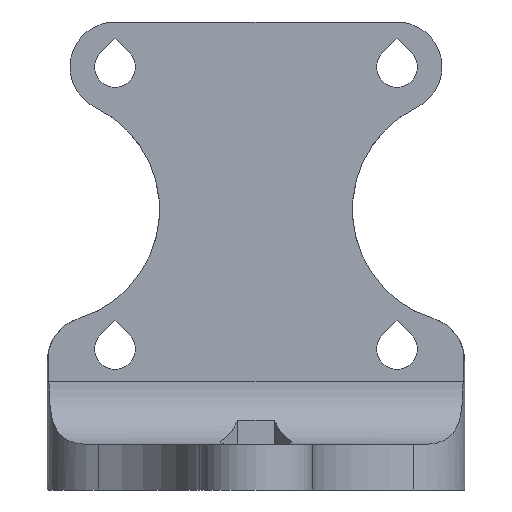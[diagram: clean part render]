
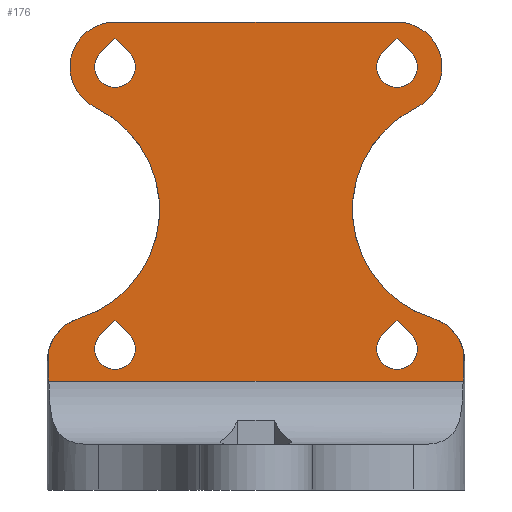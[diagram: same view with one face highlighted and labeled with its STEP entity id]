
A CAD part, front view. The second image highlights one B-rep face of the part: STEP entity #176.
In plain terms, the highlighted planar face has unit normal (0, -1, 0).
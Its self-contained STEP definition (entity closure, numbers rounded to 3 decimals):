
#176=ADVANCED_FACE('',(#309,#311,#313,#315,#317),#319,.F.);
#309=FACE_BOUND('',#310,.T.);
#310=EDGE_LOOP('',(#695,#696,#697,#698,#699,#700,#701,#702,#703,#704));
#311=FACE_BOUND('',#312,.T.);
#312=EDGE_LOOP('',(#705,#706,#707));
#313=FACE_BOUND('',#314,.T.);
#314=EDGE_LOOP('',(#708,#709,#710));
#315=FACE_BOUND('',#316,.T.);
#316=EDGE_LOOP('',(#711,#712,#713));
#317=FACE_BOUND('',#318,.T.);
#318=EDGE_LOOP('',(#714,#715,#716));
#319=PLANE('',#320);
#320=AXIS2_PLACEMENT_3D('',#321,#322,#323);
#321=CARTESIAN_POINT('',(0.,4.,0.));
#322=DIRECTION('',(0.,1.,0.));
#323=DIRECTION('',(-1.,0.,0.));
#695=ORIENTED_EDGE('',*,*,#987,.F.);
#696=ORIENTED_EDGE('',*,*,#988,.F.);
#697=ORIENTED_EDGE('',*,*,#989,.F.);
#698=ORIENTED_EDGE('',*,*,#990,.F.);
#699=ORIENTED_EDGE('',*,*,#935,.T.);
#700=ORIENTED_EDGE('',*,*,#991,.T.);
#701=ORIENTED_EDGE('',*,*,#992,.T.);
#702=ORIENTED_EDGE('',*,*,#993,.T.);
#703=ORIENTED_EDGE('',*,*,#994,.T.);
#704=ORIENTED_EDGE('',*,*,#995,.F.);
#705=ORIENTED_EDGE('',*,*,#996,.T.);
#706=ORIENTED_EDGE('',*,*,#997,.T.);
#707=ORIENTED_EDGE('',*,*,#998,.T.);
#708=ORIENTED_EDGE('',*,*,#999,.T.);
#709=ORIENTED_EDGE('',*,*,#1000,.T.);
#710=ORIENTED_EDGE('',*,*,#1001,.T.);
#711=ORIENTED_EDGE('',*,*,#1002,.F.);
#712=ORIENTED_EDGE('',*,*,#1003,.F.);
#713=ORIENTED_EDGE('',*,*,#1004,.F.);
#714=ORIENTED_EDGE('',*,*,#1005,.F.);
#715=ORIENTED_EDGE('',*,*,#1006,.F.);
#716=ORIENTED_EDGE('',*,*,#1007,.F.);
#935=EDGE_CURVE('',#1099,#1104,#1106,.T.);
#987=EDGE_CURVE('',#1201,#1202,#1203,.F.);
#988=EDGE_CURVE('',#1204,#1201,#1205,.T.);
#989=EDGE_CURVE('',#1206,#1204,#1207,.T.);
#990=EDGE_CURVE('',#1099,#1206,#1208,.T.);
#991=EDGE_CURVE('',#1104,#1209,#1210,.T.);
#992=EDGE_CURVE('',#1209,#1211,#1212,.T.);
#993=EDGE_CURVE('',#1211,#1213,#1214,.T.);
#994=EDGE_CURVE('',#1213,#1215,#1216,.F.);
#995=EDGE_CURVE('',#1202,#1215,#1217,.F.);
#996=EDGE_CURVE('',#1218,#1219,#1220,.T.);
#997=EDGE_CURVE('',#1219,#1221,#1222,.T.);
#998=EDGE_CURVE('',#1221,#1218,#1223,.T.);
#999=EDGE_CURVE('',#1224,#1225,#1226,.T.);
#1000=EDGE_CURVE('',#1225,#1227,#1228,.T.);
#1001=EDGE_CURVE('',#1227,#1224,#1229,.T.);
#1002=EDGE_CURVE('',#1230,#1231,#1232,.T.);
#1003=EDGE_CURVE('',#1233,#1230,#1234,.T.);
#1004=EDGE_CURVE('',#1231,#1233,#1235,.T.);
#1005=EDGE_CURVE('',#1236,#1237,#1238,.T.);
#1006=EDGE_CURVE('',#1239,#1236,#1240,.T.);
#1007=EDGE_CURVE('',#1237,#1239,#1241,.T.);
#1099=VERTEX_POINT('',#1389);
#1104=VERTEX_POINT('',#1398);
#1106=LINE('',#1402,#1403);
#1201=VERTEX_POINT('',#1619);
#1202=VERTEX_POINT('',#1620);
#1203=LINE('',#1621,#1622);
#1204=VERTEX_POINT('',#1624);
#1205=CIRCLE('',#1625,4.);
#1206=VERTEX_POINT('',#1629);
#1207=CIRCLE('',#1630,10.065);
#1208=CIRCLE('',#1634,3.988);
#1209=VERTEX_POINT('',#1638);
#1210=CIRCLE('',#1639,3.988);
#1211=VERTEX_POINT('',#1643);
#1212=CIRCLE('',#1644,10.065);
#1213=VERTEX_POINT('',#1648);
#1214=CIRCLE('',#1649,4.);
#1215=VERTEX_POINT('',#1653);
#1216=LINE('',#1654,#1655);
#1217=LINE('',#1657,#1658);
#1218=VERTEX_POINT('',#1660);
#1219=VERTEX_POINT('',#1661);
#1220=LINE('',#1662,#1663);
#1221=VERTEX_POINT('',#1665);
#1222=CIRCLE('',#1666,1.806);
#1223=LINE('',#1670,#1671);
#1224=VERTEX_POINT('',#1673);
#1225=VERTEX_POINT('',#1674);
#1226=LINE('',#1675,#1676);
#1227=VERTEX_POINT('',#1678);
#1228=CIRCLE('',#1679,1.806);
#1229=LINE('',#1683,#1684);
#1230=VERTEX_POINT('',#1686);
#1231=VERTEX_POINT('',#1687);
#1232=LINE('',#1688,#1689);
#1233=VERTEX_POINT('',#1691);
#1234=CIRCLE('',#1692,1.806);
#1235=LINE('',#1696,#1697);
#1236=VERTEX_POINT('',#1699);
#1237=VERTEX_POINT('',#1700);
#1238=LINE('',#1701,#1702);
#1239=VERTEX_POINT('',#1704);
#1240=CIRCLE('',#1705,1.806);
#1241=LINE('',#1709,#1710);
#1389=CARTESIAN_POINT('',(12.5,4.,41.488));
#1398=CARTESIAN_POINT('',(-12.5,4.,41.488));
#1402=CARTESIAN_POINT('',(12.5,4.,41.488));
#1403=VECTOR('',#1404,1.);
#1404=DIRECTION('',(-1.,0.,0.));
#1619=CARTESIAN_POINT('',(18.353,4.,12.475));
#1620=CARTESIAN_POINT('',(18.353,4.,9.657));
#1621=CARTESIAN_POINT('',(18.353,4.,9.657));
#1622=VECTOR('',#1623,1.);
#1623=DIRECTION('',(0.,0.,1.));
#1624=CARTESIAN_POINT('',(15.671,4.,15.224));
#1625=AXIS2_PLACEMENT_3D('',#1626,#1627,#1628);
#1626=CARTESIAN_POINT('',(14.5,4.,11.4));
#1627=DIRECTION('',(0.,1.,0.));
#1628=DIRECTION('',(0.293,0.,0.956));
#1629=CARTESIAN_POINT('',(14.236,4.,33.91));
#1630=AXIS2_PLACEMENT_3D('',#1631,#1632,#1633);
#1631=CARTESIAN_POINT('',(18.616,4.,24.848));
#1632=DIRECTION('',(0.,-1.,0.));
#1633=DIRECTION('',(-0.435,0.,0.9));
#1634=AXIS2_PLACEMENT_3D('',#1635,#1636,#1637);
#1635=CARTESIAN_POINT('',(12.5,4.,37.5));
#1636=DIRECTION('',(0.,1.,0.));
#1637=DIRECTION('',(0.,0.,1.));
#1638=CARTESIAN_POINT('',(-14.236,4.,33.91));
#1639=AXIS2_PLACEMENT_3D('',#1640,#1641,#1642);
#1640=CARTESIAN_POINT('',(-12.5,4.,37.5));
#1641=DIRECTION('',(0.,-1.,0.));
#1642=DIRECTION('',(0.,0.,1.));
#1643=CARTESIAN_POINT('',(-15.671,4.,15.224));
#1644=AXIS2_PLACEMENT_3D('',#1645,#1646,#1647);
#1645=CARTESIAN_POINT('',(-18.616,4.,24.848));
#1646=DIRECTION('',(0.,1.,0.));
#1647=DIRECTION('',(0.435,0.,0.9));
#1648=CARTESIAN_POINT('',(-18.353,4.,12.475));
#1649=AXIS2_PLACEMENT_3D('',#1650,#1651,#1652);
#1650=CARTESIAN_POINT('',(-14.5,4.,11.4));
#1651=DIRECTION('',(0.,-1.,0.));
#1652=DIRECTION('',(-0.293,0.,0.956));
#1653=CARTESIAN_POINT('',(-18.353,4.,9.657));
#1654=CARTESIAN_POINT('',(-18.353,4.,9.657));
#1655=VECTOR('',#1656,1.);
#1656=DIRECTION('',(0.,0.,1.));
#1657=CARTESIAN_POINT('',(-18.353,4.,9.657));
#1658=VECTOR('',#1659,1.);
#1659=DIRECTION('',(1.,0.,0.));
#1660=CARTESIAN_POINT('',(12.5,4.,15.055));
#1661=CARTESIAN_POINT('',(13.777,4.,13.777));
#1662=CARTESIAN_POINT('',(12.5,4.,15.055));
#1663=VECTOR('',#1664,1.);
#1664=DIRECTION('',(0.707,0.,-0.707));
#1665=CARTESIAN_POINT('',(11.223,4.,13.777));
#1666=AXIS2_PLACEMENT_3D('',#1667,#1668,#1669);
#1667=CARTESIAN_POINT('',(12.5,4.,12.5));
#1668=DIRECTION('',(0.,1.,0.));
#1669=DIRECTION('',(0.707,0.,0.707));
#1670=CARTESIAN_POINT('',(11.223,4.,13.777));
#1671=VECTOR('',#1672,1.);
#1672=DIRECTION('',(0.707,0.,0.707));
#1673=CARTESIAN_POINT('',(12.5,4.,40.055));
#1674=CARTESIAN_POINT('',(13.777,4.,38.777));
#1675=CARTESIAN_POINT('',(12.5,4.,40.055));
#1676=VECTOR('',#1677,1.);
#1677=DIRECTION('',(0.707,0.,-0.707));
#1678=CARTESIAN_POINT('',(11.223,4.,38.777));
#1679=AXIS2_PLACEMENT_3D('',#1680,#1681,#1682);
#1680=CARTESIAN_POINT('',(12.5,4.,37.5));
#1681=DIRECTION('',(0.,1.,0.));
#1682=DIRECTION('',(0.707,0.,0.707));
#1683=CARTESIAN_POINT('',(11.223,4.,38.777));
#1684=VECTOR('',#1685,1.);
#1685=DIRECTION('',(0.707,0.,0.707));
#1686=CARTESIAN_POINT('',(-11.223,4.,13.777));
#1687=CARTESIAN_POINT('',(-12.5,4.,15.055));
#1688=CARTESIAN_POINT('',(-11.223,4.,13.777));
#1689=VECTOR('',#1690,1.);
#1690=DIRECTION('',(-0.707,0.,0.707));
#1691=CARTESIAN_POINT('',(-13.777,4.,13.777));
#1692=AXIS2_PLACEMENT_3D('',#1693,#1694,#1695);
#1693=CARTESIAN_POINT('',(-12.5,4.,12.5));
#1694=DIRECTION('',(0.,-1.,0.));
#1695=DIRECTION('',(-0.707,0.,0.707));
#1696=CARTESIAN_POINT('',(-12.5,4.,15.055));
#1697=VECTOR('',#1698,1.);
#1698=DIRECTION('',(-0.707,0.,-0.707));
#1699=CARTESIAN_POINT('',(-11.223,4.,38.777));
#1700=CARTESIAN_POINT('',(-12.5,4.,40.055));
#1701=CARTESIAN_POINT('',(-11.223,4.,38.777));
#1702=VECTOR('',#1703,1.);
#1703=DIRECTION('',(-0.707,0.,0.707));
#1704=CARTESIAN_POINT('',(-13.777,4.,38.777));
#1705=AXIS2_PLACEMENT_3D('',#1706,#1707,#1708);
#1706=CARTESIAN_POINT('',(-12.5,4.,37.5));
#1707=DIRECTION('',(0.,-1.,0.));
#1708=DIRECTION('',(-0.707,0.,0.707));
#1709=CARTESIAN_POINT('',(-12.5,4.,40.055));
#1710=VECTOR('',#1711,1.);
#1711=DIRECTION('',(-0.707,0.,-0.707));
